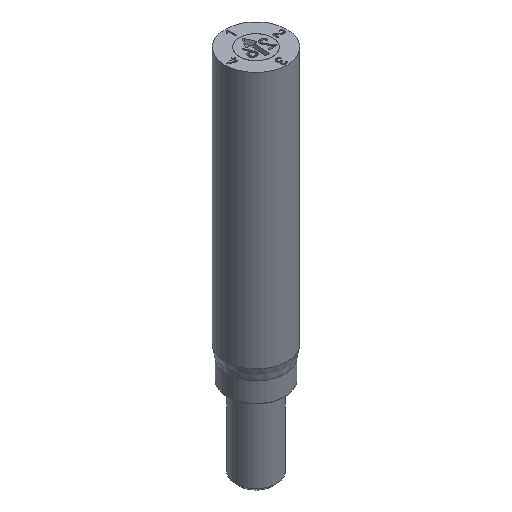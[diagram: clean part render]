
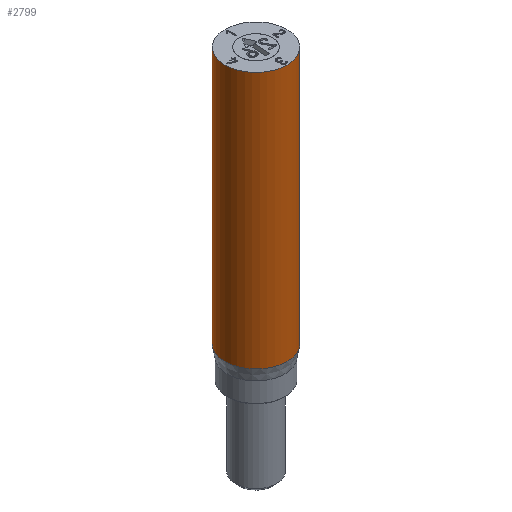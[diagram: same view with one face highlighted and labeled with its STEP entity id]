
A CAD part, isometric view. The second image highlights one B-rep face of the part: STEP entity #2799.
In plain terms, the highlighted cylindrical face has radius 1.5 mm (diameter 3 mm), a full revolution.
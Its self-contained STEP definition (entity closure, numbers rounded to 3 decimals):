
#73=CIRCLE('',#2989,1.5);
#74=CIRCLE('',#2990,1.5);
#75=CIRCLE('',#2992,1.5);
#99=CYLINDRICAL_SURFACE('',#2991,1.5);
#251=FACE_OUTER_BOUND('',#410,.T.);
#410=EDGE_LOOP('',(#2225,#2226,#2227,#2228,#2229));
#619=LINE('',#4750,#841);
#841=VECTOR('',#3303,1.5);
#1261=VERTEX_POINT('',#4742);
#1262=VERTEX_POINT('',#4743);
#1263=VERTEX_POINT('',#4748);
#1625=EDGE_CURVE('',#1261,#1262,#73,.T.);
#1626=EDGE_CURVE('',#1262,#1261,#74,.T.);
#1628=EDGE_CURVE('',#1263,#1263,#75,.T.);
#1629=EDGE_CURVE('',#1263,#1261,#619,.T.);
#2225=ORIENTED_EDGE('',*,*,#1628,.T.);
#2226=ORIENTED_EDGE('',*,*,#1629,.T.);
#2227=ORIENTED_EDGE('',*,*,#1625,.T.);
#2228=ORIENTED_EDGE('',*,*,#1626,.T.);
#2229=ORIENTED_EDGE('',*,*,#1629,.F.);
#2799=ADVANCED_FACE('',(#251),#99,.T.);
#2989=AXIS2_PLACEMENT_3D('',#4744,#3294,#3295);
#2990=AXIS2_PLACEMENT_3D('',#4745,#3296,#3297);
#2991=AXIS2_PLACEMENT_3D('',#4747,#3299,#3300);
#2992=AXIS2_PLACEMENT_3D('',#4749,#3301,#3302);
#3294=DIRECTION('center_axis',(0.,0.,1.));
#3295=DIRECTION('ref_axis',(-1.,0.,0.));
#3296=DIRECTION('center_axis',(0.,0.,1.));
#3297=DIRECTION('ref_axis',(-1.,0.,0.));
#3299=DIRECTION('center_axis',(0.,0.,1.));
#3300=DIRECTION('ref_axis',(-1.,0.,0.));
#3301=DIRECTION('center_axis',(0.,0.,-1.));
#3302=DIRECTION('ref_axis',(-1.,0.,0.));
#3303=DIRECTION('',(0.,0.,-1.));
#4742=CARTESIAN_POINT('',(1.5,0.,1.567));
#4743=CARTESIAN_POINT('',(-1.5,0.,1.567));
#4744=CARTESIAN_POINT('Origin',(0.,0.,1.567));
#4745=CARTESIAN_POINT('Origin',(0.,0.,1.567));
#4747=CARTESIAN_POINT('Origin',(0.,0.,0.));
#4748=CARTESIAN_POINT('',(1.5,0.,14.));
#4749=CARTESIAN_POINT('Origin',(0.,0.,14.));
#4750=CARTESIAN_POINT('',(1.5,0.,0.));
